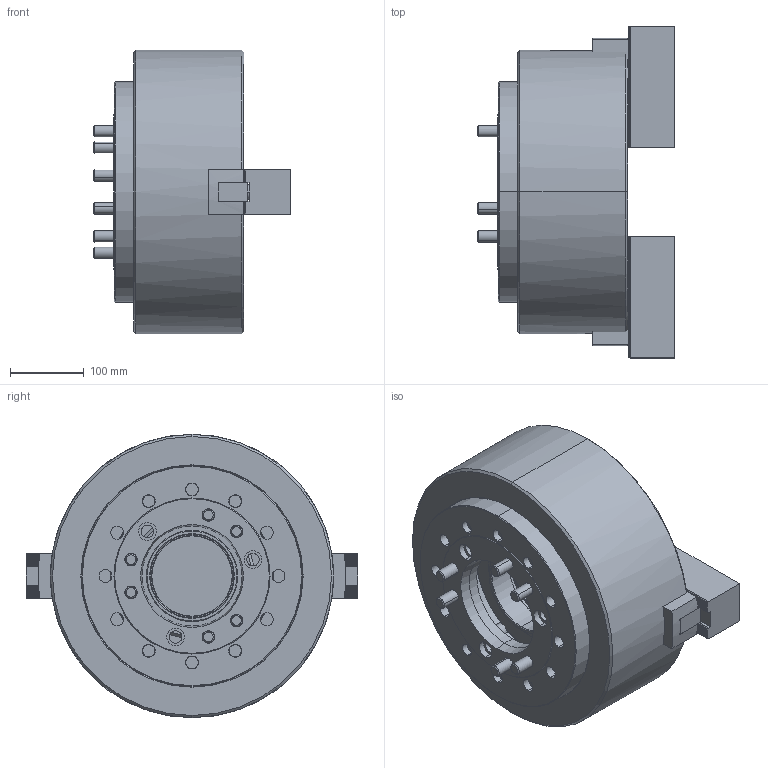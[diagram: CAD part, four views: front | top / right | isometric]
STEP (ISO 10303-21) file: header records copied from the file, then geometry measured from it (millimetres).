
FILE_DESCRIPTION (( 'STEP AP203' ), '1' );
FILE_NAME ('CF-2L-15A8.STEP', '2021-08-24T02:14:18', ( '' ), ( '' ), 'SwSTEP 2.0', 'SolidWorks 2016', '' );
FILE_SCHEMA (( 'CONFIG_CONTROL_DESIGN' ));
Length unit declared in the file: millimetre
Products named in the file (14): 圓頭內六角螺栓_M20x140; CF-3L-15-02000; 圓頭內六角螺栓_M5x12; CF-3L-15-03000; CF-3L-15-13000-A8法蘭; CF-3L-15-06000_M115x2; 圓頭內六角螺栓_M16x40; CF-3L-15-09000; CF-2L-15A8; CF-3H-15-08000 ; CF-3H-215-04000(T型塊); SJ-15P; 圓頭內六角螺栓_M20x55; CF-2L-15-01000
Assembly tree (32 placements, depth 2):
  CF-2L-15A8
    CF-2L-15-01000
    CF-3L-15-02000
    CF-3L-15-03000  x2
    CF-3L-15-06000_M115x2
    CF-3L-15-09000
    CF-3H-15-08000 
    CF-3H-215-04000(T型塊)  x2
    SJ-15P  x2
    圓頭內六角螺栓_M20x55  x4
    圓頭內六角螺栓_M20x140  x6
    圓頭內六角螺栓_M5x12  x4
    CF-3L-15-13000-A8法蘭
    圓頭內六角螺栓_M16x40  x6
Bounding box: 267.75 x 451 x 385 mm (x, y, z)
Volume: 17403613.7 mm3; surface area: 1369757.6 mm2
Topology: 32 solids, 32 shells, 3903 faces, 11080 edges, 7281 vertices
Faces by surface type: plane 2663, cylinder 1041, cone 193, torus 6
Entity records: 65021 total; most frequent: CARTESIAN_POINT 13527, ORIENTED_EDGE 11148, DIRECTION 9379, EDGE_CURVE 5574, LINE 4227, VECTOR 4227, VERTEX_POINT 3684, AXIS2_PLACEMENT_3D 2576
